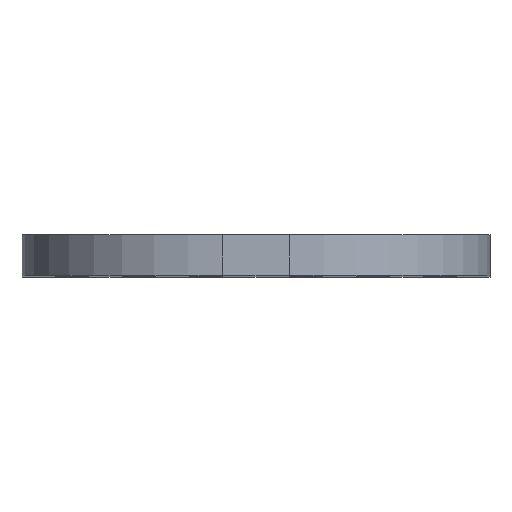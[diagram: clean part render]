
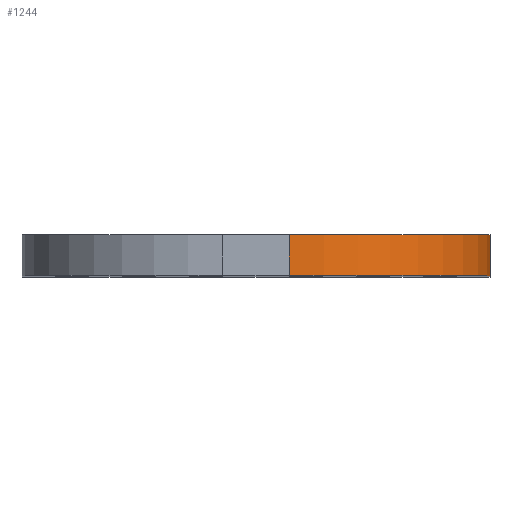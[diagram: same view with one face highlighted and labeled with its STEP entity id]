
A CAD part, top view. The second image highlights one B-rep face of the part: STEP entity #1244.
In plain terms, the highlighted cylindrical face has radius 6 mm (diameter 12 mm), a partial arc.
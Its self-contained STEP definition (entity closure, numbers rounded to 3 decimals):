
#15=CYLINDRICAL_SURFACE('',#1324,6.);
#49=CIRCLE('',#1306,6.);
#55=CIRCLE('',#1325,6.);
#80=FACE_OUTER_BOUND('',#154,.T.);
#154=EDGE_LOOP('',(#953,#954,#955,#956));
#303=LINE('',#1883,#465);
#304=LINE('',#1886,#466);
#465=VECTOR('',#1519,10.);
#466=VECTOR('',#1522,10.);
#557=VERTEX_POINT('',#1735);
#558=VERTEX_POINT('',#1736);
#615=VERTEX_POINT('',#1882);
#616=VERTEX_POINT('',#1884);
#673=EDGE_CURVE('',#557,#558,#49,.T.);
#749=EDGE_CURVE('',#558,#615,#303,.T.);
#750=EDGE_CURVE('',#615,#616,#55,.T.);
#751=EDGE_CURVE('',#616,#557,#304,.T.);
#953=ORIENTED_EDGE('',*,*,#673,.T.);
#954=ORIENTED_EDGE('',*,*,#749,.T.);
#955=ORIENTED_EDGE('',*,*,#750,.T.);
#956=ORIENTED_EDGE('',*,*,#751,.T.);
#1244=ADVANCED_FACE('',(#80),#15,.T.);
#1306=AXIS2_PLACEMENT_3D('',#1737,#1411,#1412);
#1324=AXIS2_PLACEMENT_3D('',#1881,#1517,#1518);
#1325=AXIS2_PLACEMENT_3D('',#1885,#1520,#1521);
#1411=DIRECTION('center_axis',(0.,-1.,0.));
#1412=DIRECTION('ref_axis',(0.707,0.,0.707));
#1517=DIRECTION('center_axis',(0.,1.,0.));
#1518=DIRECTION('ref_axis',(0.707,0.,0.707));
#1519=DIRECTION('',(0.,-1.,0.));
#1520=DIRECTION('center_axis',(0.,1.,0.));
#1521=DIRECTION('ref_axis',(0.707,0.,0.707));
#1522=DIRECTION('',(0.,1.,0.));
#1735=CARTESIAN_POINT('',(28.008,0.,34.963));
#1736=CARTESIAN_POINT('',(22.008,0.,40.963));
#1737=CARTESIAN_POINT('Origin',(22.008,0.,34.963));
#1881=CARTESIAN_POINT('Origin',(22.008,0.,34.963));
#1882=CARTESIAN_POINT('',(22.008,-1.22,40.963));
#1883=CARTESIAN_POINT('',(22.008,0.,40.963));
#1884=CARTESIAN_POINT('',(28.008,-1.22,34.963));
#1885=CARTESIAN_POINT('Origin',(22.008,-1.22,34.963));
#1886=CARTESIAN_POINT('',(28.008,0.,34.963));
